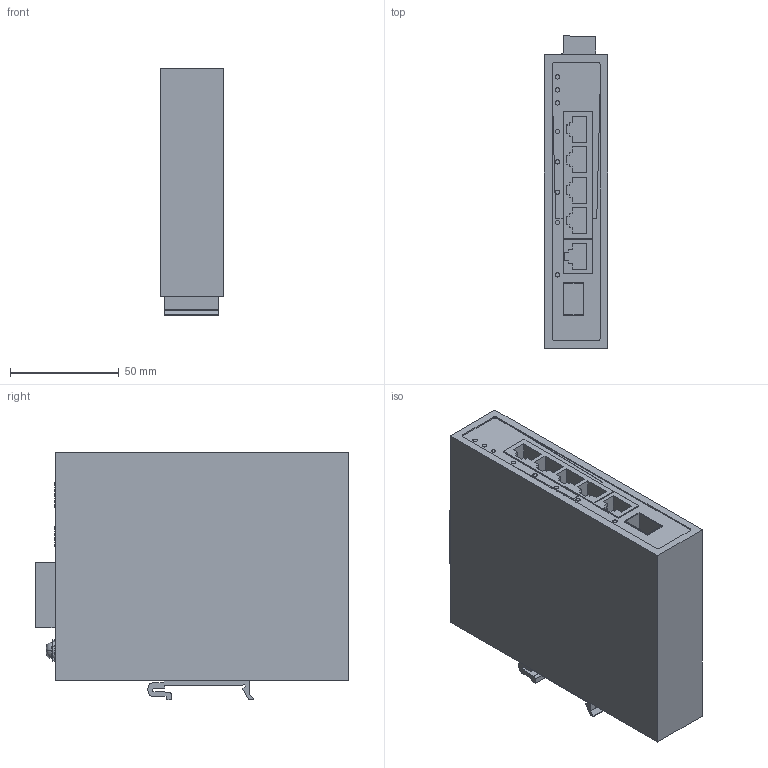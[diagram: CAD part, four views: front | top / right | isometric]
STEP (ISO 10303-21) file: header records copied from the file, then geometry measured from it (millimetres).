
FILE_DESCRIPTION(('CATIA V5 STEP Exchange','CAx-IF Rec.Pracs.--- Model Styling and Organization---1.4--- 2014-01-23'),'2;1');
FILE_NAME ('9536633_5', '2023-07-21T08:37:15+00:00', ('none'), ('Weidmueller'), 'CATIA Version 5-6 Release 2016 SP3 HF44', 'CATIA V5 STEP AP214', 'none');
FILE_SCHEMA(('AUTOMOTIVE_DESIGN { 1 0 10303 214 1 1 1 1 }'));
Length unit declared in the file: millimetre
Products named in the file (1): S3D_IE-SW-BL05_BL05T-4GT-1GS
Bounding box: 29.2 x 144.05 x 113.8 mm (x, y, z)
Volume: 408966.1 mm3; surface area: 69517.7 mm2
Topology: 33 solids, 33 shells, 560 faces, 1332 edges, 888 vertices
Faces by surface type: plane 428, cylinder 124, extrusion 6, torus 2
Entity records: 15880 total; most frequent: CARTESIAN_POINT 3098, ORIENTED_EDGE 2664, DIRECTION 2050, EDGE_CURVE 1317, VECTOR 1050, LINE 1044, VERTEX_POINT 872, AXIS2_PLACEMENT_3D 616
